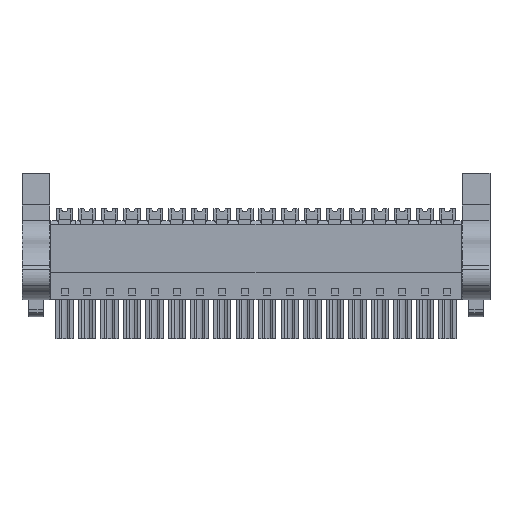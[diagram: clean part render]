
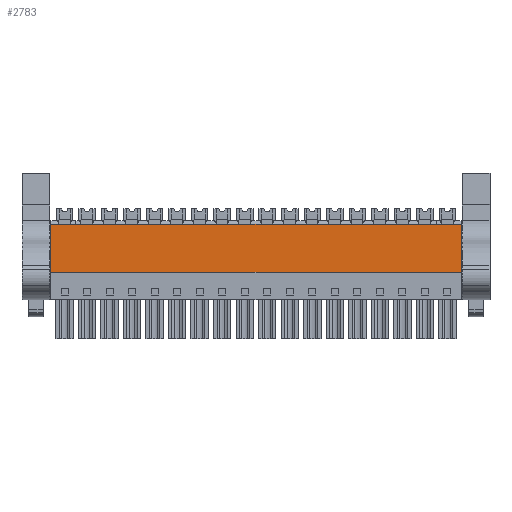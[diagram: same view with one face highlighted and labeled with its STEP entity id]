
A CAD part, front view. The second image highlights one B-rep face of the part: STEP entity #2783.
In plain terms, the highlighted planar face has unit normal (0, -1, 0).
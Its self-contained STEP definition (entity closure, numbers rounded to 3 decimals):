
#2763=AXIS2_PLACEMENT_3D('Plane Axis2P3D',#2760,#2761,#2762) ;
#77=CARTESIAN_POINT('Vertex',(4.9,2.029,11.25)) ;
#80=CARTESIAN_POINT('Line Origine',(4.9,2.029,13.3)) ;
#84=CARTESIAN_POINT('Vertex',(4.9,2.029,19.4)) ;
#2745=CARTESIAN_POINT('Vertex',(74.27,2.029,11.25)) ;
#2748=CARTESIAN_POINT('Line Origine',(39.585,2.029,11.25)) ;
#2760=CARTESIAN_POINT('Axis2P3D Location',(58.14,2.029,19.4)) ;
#2765=CARTESIAN_POINT('Line Origine',(74.27,2.029,15.325)) ;
#2769=CARTESIAN_POINT('Vertex',(74.27,2.029,19.4)) ;
#2772=CARTESIAN_POINT('Line Origine',(39.585,2.029,19.4)) ;
#81=DIRECTION('Vector Direction',(0.,0.,1.)) ;
#2749=DIRECTION('Vector Direction',(1.,0.,0.)) ;
#2761=DIRECTION('Axis2P3D Direction',(0.,-1.,0.)) ;
#2762=DIRECTION('Axis2P3D XDirection',(0.,0.,-1.)) ;
#2766=DIRECTION('Vector Direction',(0.,0.,-1.)) ;
#2773=DIRECTION('Vector Direction',(1.,0.,0.)) ;
#82=VECTOR('Line Direction',#81,1.) ;
#2750=VECTOR('Line Direction',#2749,1.) ;
#2767=VECTOR('Line Direction',#2766,1.) ;
#2774=VECTOR('Line Direction',#2773,1.) ;
#2778=ORIENTED_EDGE('',*,*,#2752,.T.) ;
#2779=ORIENTED_EDGE('',*,*,#2771,.F.) ;
#2780=ORIENTED_EDGE('',*,*,#2776,.F.) ;
#2781=ORIENTED_EDGE('',*,*,#86,.F.) ;
#2783=ADVANCED_FACE('HOUSING',(#2782),#2764,.T.) ;
#86=EDGE_CURVE('',#78,#85,#83,.T.) ;
#2752=EDGE_CURVE('',#78,#2746,#2751,.T.) ;
#2771=EDGE_CURVE('',#2770,#2746,#2768,.T.) ;
#2776=EDGE_CURVE('',#85,#2770,#2775,.T.) ;
#2777=EDGE_LOOP('',(#2778,#2779,#2780,#2781)) ;
#2782=FACE_OUTER_BOUND('',#2777,.T.) ;
#83=LINE('Line',#80,#82) ;
#2751=LINE('Line',#2748,#2750) ;
#2768=LINE('Line',#2765,#2767) ;
#2775=LINE('Line',#2772,#2774) ;
#2764=PLANE('',#2763) ;
#78=VERTEX_POINT('',#77) ;
#85=VERTEX_POINT('',#84) ;
#2746=VERTEX_POINT('',#2745) ;
#2770=VERTEX_POINT('',#2769) ;
